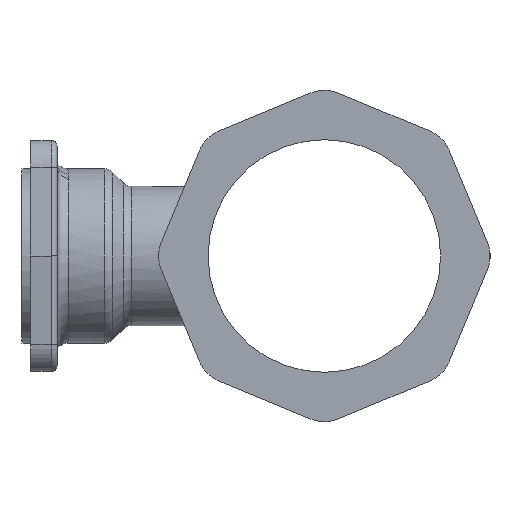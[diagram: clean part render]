
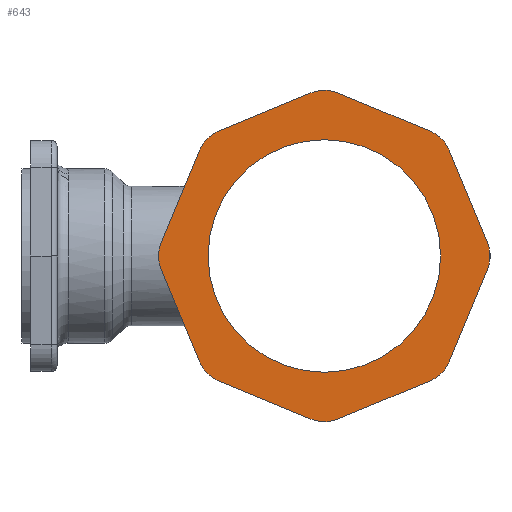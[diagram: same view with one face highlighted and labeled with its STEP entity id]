
A CAD part, left-side view. The second image highlights one B-rep face of the part: STEP entity #643.
In plain terms, the highlighted planar face has unit normal (-1, 0, 0).
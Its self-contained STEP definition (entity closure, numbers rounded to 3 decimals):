
#643=ADVANCED_FACE('',(#1290,#1291),#862,.F.);
#862=PLANE('',#3653);
#944=LINE('',#5301,#1110);
#945=LINE('',#5306,#1111);
#946=LINE('',#5310,#1112);
#947=LINE('',#5314,#1113);
#948=LINE('',#5318,#1114);
#949=LINE('',#5322,#1115);
#950=LINE('',#5326,#1116);
#951=LINE('',#5330,#1117);
#1110=VECTOR('',#4031,1.);
#1111=VECTOR('',#4034,1.);
#1112=VECTOR('',#4037,1.);
#1113=VECTOR('',#4040,1.);
#1114=VECTOR('',#4043,1.);
#1115=VECTOR('',#4046,1.);
#1116=VECTOR('',#4049,1.);
#1117=VECTOR('',#4052,1.);
#1290=FACE_BOUND('',#1353,.T.);
#1291=FACE_BOUND('',#1354,.T.);
#1353=EDGE_LOOP('',(#1683,#1684,#1685,#1686,#1687,#1688,#1689,#1690,#1691,
#1692,#1693,#1694,#1695,#1696,#1697,#1698));
#1354=EDGE_LOOP('',(#1699));
#1683=ORIENTED_EDGE('',*,*,#3019,.F.);
#1684=ORIENTED_EDGE('',*,*,#3020,.T.);
#1685=ORIENTED_EDGE('',*,*,#3021,.F.);
#1686=ORIENTED_EDGE('',*,*,#3022,.T.);
#1687=ORIENTED_EDGE('',*,*,#3023,.F.);
#1688=ORIENTED_EDGE('',*,*,#3024,.T.);
#1689=ORIENTED_EDGE('',*,*,#3025,.F.);
#1690=ORIENTED_EDGE('',*,*,#3026,.T.);
#1691=ORIENTED_EDGE('',*,*,#3027,.F.);
#1692=ORIENTED_EDGE('',*,*,#3028,.T.);
#1693=ORIENTED_EDGE('',*,*,#3029,.F.);
#1694=ORIENTED_EDGE('',*,*,#3030,.T.);
#1695=ORIENTED_EDGE('',*,*,#3031,.F.);
#1696=ORIENTED_EDGE('',*,*,#3032,.T.);
#1697=ORIENTED_EDGE('',*,*,#3033,.F.);
#1698=ORIENTED_EDGE('',*,*,#3034,.T.);
#1699=ORIENTED_EDGE('',*,*,#3035,.F.);
#2701=VERTEX_POINT('',#5302);
#2702=VERTEX_POINT('',#5303);
#2703=VERTEX_POINT('',#5305);
#2704=VERTEX_POINT('',#5307);
#2705=VERTEX_POINT('',#5309);
#2706=VERTEX_POINT('',#5311);
#2707=VERTEX_POINT('',#5313);
#2708=VERTEX_POINT('',#5315);
#2709=VERTEX_POINT('',#5317);
#2710=VERTEX_POINT('',#5319);
#2711=VERTEX_POINT('',#5321);
#2712=VERTEX_POINT('',#5323);
#2713=VERTEX_POINT('',#5325);
#2714=VERTEX_POINT('',#5327);
#2715=VERTEX_POINT('',#5329);
#2716=VERTEX_POINT('',#5331);
#2717=VERTEX_POINT('',#5334);
#3019=EDGE_CURVE('',#2701,#2702,#944,.T.);
#3020=EDGE_CURVE('',#2701,#2703,#3461,.T.);
#3021=EDGE_CURVE('',#2704,#2703,#945,.T.);
#3022=EDGE_CURVE('',#2704,#2705,#3462,.T.);
#3023=EDGE_CURVE('',#2706,#2705,#946,.T.);
#3024=EDGE_CURVE('',#2706,#2707,#3463,.T.);
#3025=EDGE_CURVE('',#2708,#2707,#947,.T.);
#3026=EDGE_CURVE('',#2708,#2709,#3464,.T.);
#3027=EDGE_CURVE('',#2710,#2709,#948,.T.);
#3028=EDGE_CURVE('',#2710,#2711,#3465,.T.);
#3029=EDGE_CURVE('',#2712,#2711,#949,.T.);
#3030=EDGE_CURVE('',#2712,#2713,#3466,.T.);
#3031=EDGE_CURVE('',#2714,#2713,#950,.T.);
#3032=EDGE_CURVE('',#2714,#2715,#3467,.T.);
#3033=EDGE_CURVE('',#2716,#2715,#951,.T.);
#3034=EDGE_CURVE('',#2716,#2702,#3468,.T.);
#3035=EDGE_CURVE('',#2717,#2717,#3469,.T.);
#3461=CIRCLE('',#3644,6.);
#3462=CIRCLE('',#3645,6.);
#3463=CIRCLE('',#3646,6.);
#3464=CIRCLE('',#3647,6.);
#3465=CIRCLE('',#3648,6.);
#3466=CIRCLE('',#3649,6.);
#3467=CIRCLE('',#3650,6.);
#3468=CIRCLE('',#3651,6.);
#3469=CIRCLE('',#3652,20.);
#3644=AXIS2_PLACEMENT_3D('',#5304,#4032,#4033);
#3645=AXIS2_PLACEMENT_3D('',#5308,#4035,#4036);
#3646=AXIS2_PLACEMENT_3D('',#5312,#4038,#4039);
#3647=AXIS2_PLACEMENT_3D('',#5316,#4041,#4042);
#3648=AXIS2_PLACEMENT_3D('',#5320,#4044,#4045);
#3649=AXIS2_PLACEMENT_3D('',#5324,#4047,#4048);
#3650=AXIS2_PLACEMENT_3D('',#5328,#4050,#4051);
#3651=AXIS2_PLACEMENT_3D('',#5332,#4053,#4054);
#3652=AXIS2_PLACEMENT_3D('',#5333,#4055,#4056);
#3653=AXIS2_PLACEMENT_3D('',#5335,#4057,#4058);
#4031=DIRECTION('',(0.,-0.383,-0.924));
#4032=DIRECTION('',(-1.,0.,0.));
#4033=DIRECTION('',(0.,0.,-1.));
#4034=DIRECTION('',(0.,-0.924,-0.383));
#4035=DIRECTION('',(-1.,0.,0.));
#4036=DIRECTION('',(0.,0.,-1.));
#4037=DIRECTION('',(0.,-0.924,0.383));
#4038=DIRECTION('',(-1.,0.,0.));
#4039=DIRECTION('',(0.,0.,-1.));
#4040=DIRECTION('',(0.,-0.383,0.924));
#4041=DIRECTION('',(-1.,0.,0.));
#4042=DIRECTION('',(0.,0.,-1.));
#4043=DIRECTION('',(0.,0.383,0.924));
#4044=DIRECTION('',(-1.,0.,0.));
#4045=DIRECTION('',(0.,0.,-1.));
#4046=DIRECTION('',(0.,0.924,0.383));
#4047=DIRECTION('',(-1.,0.,0.));
#4048=DIRECTION('',(0.,0.,-1.));
#4049=DIRECTION('',(0.,0.924,-0.383));
#4050=DIRECTION('',(-1.,0.,0.));
#4051=DIRECTION('',(0.,0.,-1.));
#4052=DIRECTION('',(0.,0.383,-0.924));
#4053=DIRECTION('',(-1.,0.,0.));
#4054=DIRECTION('',(0.,0.,-1.));
#4055=DIRECTION('',(-1.,0.,0.));
#4056=DIRECTION('',(0.,0.,-1.));
#4057=DIRECTION('',(1.,0.,0.));
#4058=DIRECTION('',(0.,0.,-1.));
#5301=CARTESIAN_POINT('',(-56.,-20.512,20.512));
#5302=CARTESIAN_POINT('',(-56.,-21.463,18.216));
#5303=CARTESIAN_POINT('',(-56.,-28.057,2.296));
#5304=CARTESIAN_POINT('',(-56.,-15.92,15.92));
#5305=CARTESIAN_POINT('',(-56.,-18.216,21.463));
#5306=CARTESIAN_POINT('',(-56.,0.,29.008));
#5307=CARTESIAN_POINT('',(-56.,-2.296,28.057));
#5308=CARTESIAN_POINT('',(-56.,0.,22.514));
#5309=CARTESIAN_POINT('',(-56.,2.296,28.057));
#5310=CARTESIAN_POINT('',(-56.,20.512,20.512));
#5311=CARTESIAN_POINT('',(-56.,18.216,21.463));
#5312=CARTESIAN_POINT('',(-56.,15.92,15.92));
#5313=CARTESIAN_POINT('',(-56.,21.463,18.216));
#5314=CARTESIAN_POINT('',(-56.,29.008,0.));
#5315=CARTESIAN_POINT('',(-56.,28.057,2.296));
#5316=CARTESIAN_POINT('',(-56.,22.514,0.));
#5317=CARTESIAN_POINT('',(-56.,28.057,-2.296));
#5318=CARTESIAN_POINT('',(-56.,20.512,-20.512));
#5319=CARTESIAN_POINT('',(-56.,21.463,-18.216));
#5320=CARTESIAN_POINT('',(-56.,15.92,-15.92));
#5321=CARTESIAN_POINT('',(-56.,18.216,-21.463));
#5322=CARTESIAN_POINT('',(-56.,0.,-29.008));
#5323=CARTESIAN_POINT('',(-56.,2.296,-28.057));
#5324=CARTESIAN_POINT('',(-56.,0.,-22.514));
#5325=CARTESIAN_POINT('',(-56.,-2.296,-28.057));
#5326=CARTESIAN_POINT('',(-56.,-20.512,-20.512));
#5327=CARTESIAN_POINT('',(-56.,-18.216,-21.463));
#5328=CARTESIAN_POINT('',(-56.,-15.92,-15.92));
#5329=CARTESIAN_POINT('',(-56.,-21.463,-18.216));
#5330=CARTESIAN_POINT('',(-56.,-29.008,0.));
#5331=CARTESIAN_POINT('',(-56.,-28.057,-2.296));
#5332=CARTESIAN_POINT('',(-56.,-22.514,0.));
#5333=CARTESIAN_POINT('',(-56.,0.,0.));
#5334=CARTESIAN_POINT('',(-56.,0.,-20.));
#5335=CARTESIAN_POINT('',(-56.,-35.016,14.504));
